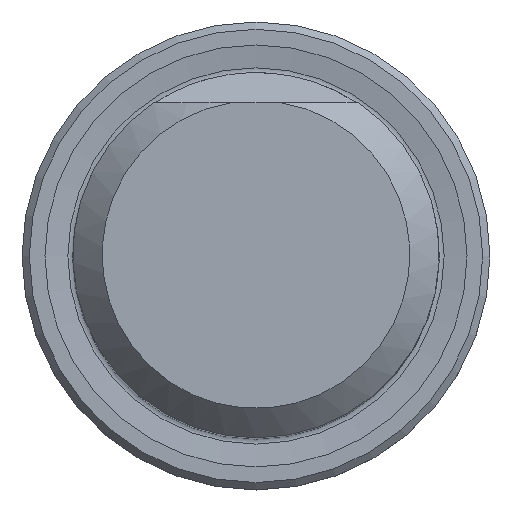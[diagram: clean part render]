
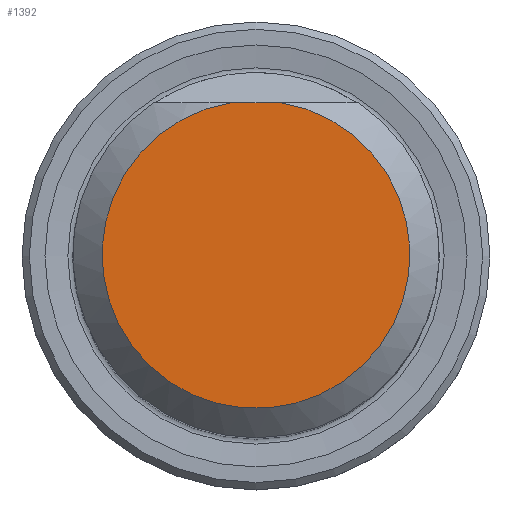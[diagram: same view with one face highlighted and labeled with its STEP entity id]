
A CAD part, top view. The second image highlights one B-rep face of the part: STEP entity #1392.
In plain terms, the highlighted planar face has unit normal (0, 0, 1).
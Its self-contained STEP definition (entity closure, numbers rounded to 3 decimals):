
#576=LINE('',#8702,#902);
#902=VECTOR('',#6670,1.);
#1221=CIRCLE('',#5877,10.492);
#1392=ADVANCED_FACE('',(#1821),#1696,.T.);
#1696=PLANE('',#5878);
#1821=FACE_OUTER_BOUND('',#2121,.T.);
#2121=EDGE_LOOP('',(#2633,#2634));
#2633=ORIENTED_EDGE('',*,*,#4888,.F.);
#2634=ORIENTED_EDGE('',*,*,#4889,.T.);
#4290=VERTEX_POINT('',#8703);
#4291=VERTEX_POINT('',#8704);
#4888=EDGE_CURVE('',#4290,#4291,#576,.T.);
#4889=EDGE_CURVE('',#4290,#4291,#1221,.T.);
#5877=AXIS2_PLACEMENT_3D('',#8705,#6671,#6672);
#5878=AXIS2_PLACEMENT_3D('',#8706,#6673,#6674);
#6670=DIRECTION('',(1.,0.,0.));
#6671=DIRECTION('',(0.,0.,1.));
#6672=DIRECTION('',(0.,-1.,0.));
#6673=DIRECTION('',(0.,0.,1.));
#6674=DIRECTION('',(0.,-1.,0.));
#8702=CARTESIAN_POINT('',(0.,10.358,56.));
#8703=CARTESIAN_POINT('',(-1.668,10.358,56.));
#8704=CARTESIAN_POINT('',(1.668,10.358,56.));
#8705=CARTESIAN_POINT('',(0.,0.,56.));
#8706=CARTESIAN_POINT('',(0.,0.,56.));
